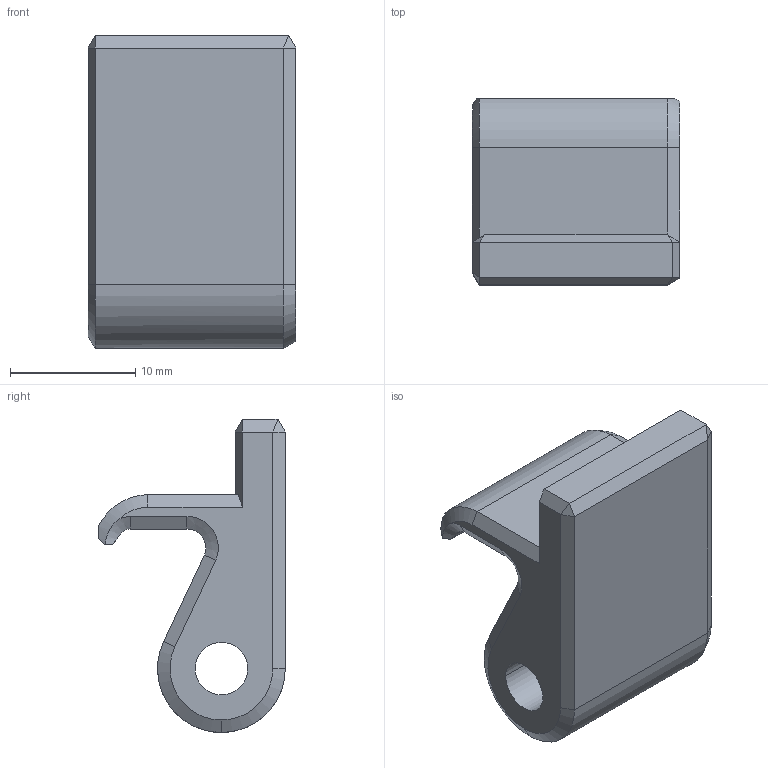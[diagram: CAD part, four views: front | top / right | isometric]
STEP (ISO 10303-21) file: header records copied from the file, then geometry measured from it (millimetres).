
FILE_DESCRIPTION (( 'STEP AP214' ), '1' );
FILE_NAME ('Haimer Case Clip.STEP', '2024-12-26T21:48:07', ( '' ), ( '' ), 'SwSTEP 2.0', 'SolidWorks 2020', '' );
FILE_SCHEMA (( 'AUTOMOTIVE_DESIGN' ));
Length unit declared in the file: millimetre
Products named in the file (1): Haimer Case Clip
Bounding box: 16.6 x 14.9 x 25 mm (x, y, z)
Volume: 2973.6 mm3; surface area: 1821.6 mm2
Topology: 1 solids, 1 shells, 46 faces, 107 edges, 63 vertices
Faces by surface type: plane 30, cone 9, cylinder 7
Entity records: 1337 total; most frequent: CARTESIAN_POINT 269, ORIENTED_EDGE 214, DIRECTION 211, EDGE_CURVE 107, AXIS2_PLACEMENT_3D 71, VECTOR 69, LINE 69, VERTEX_POINT 63
